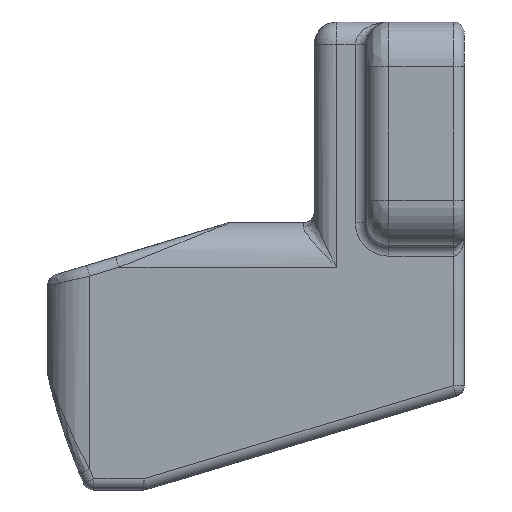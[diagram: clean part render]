
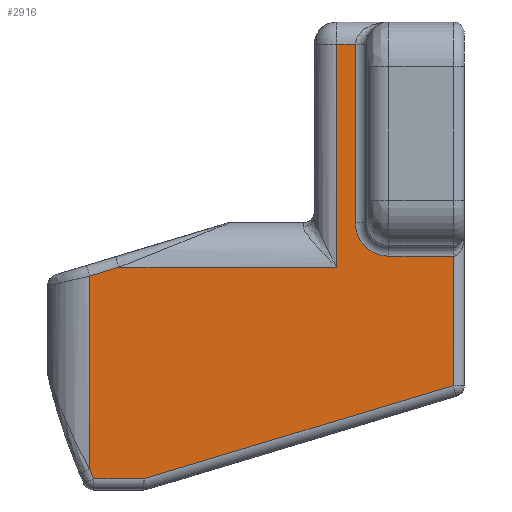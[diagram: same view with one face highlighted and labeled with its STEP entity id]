
A CAD part, front view. The second image highlights one B-rep face of the part: STEP entity #2916.
In plain terms, the highlighted planar face has unit normal (0, -1, 0).
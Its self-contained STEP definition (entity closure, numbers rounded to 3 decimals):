
#191=PLANE('',#3247);
#371=FACE_OUTER_BOUND('',#575,.T.);
#575=EDGE_LOOP('',(#2376,#2377,#2378,#2379,#2380,#2381,#2382,#2383,#2384,
#2385,#2386,#2387));
#699=LINE('',#4899,#841);
#711=LINE('',#5157,#853);
#725=LINE('',#5289,#867);
#727=LINE('',#5301,#869);
#755=LINE('',#6029,#897);
#756=LINE('',#6037,#898);
#757=LINE('',#6040,#899);
#758=LINE('',#6042,#900);
#759=LINE('',#6044,#901);
#760=LINE('',#6046,#902);
#761=LINE('',#6047,#903);
#841=VECTOR('',#3587,10.);
#853=VECTOR('',#3671,10.);
#867=VECTOR('',#3731,10.);
#869=VECTOR('',#3745,10.);
#897=VECTOR('',#3939,10.);
#898=VECTOR('',#3952,10.);
#899=VECTOR('',#3957,10.);
#900=VECTOR('',#3958,10.);
#901=VECTOR('',#3959,1.);
#902=VECTOR('',#3960,0.25);
#903=VECTOR('',#3961,10.);
#1021=CIRCLE('',#3153,0.75);
#1212=VERTEX_POINT('',#4834);
#1222=VERTEX_POINT('',#4898);
#1254=VERTEX_POINT('',#5155);
#1272=VERTEX_POINT('',#5281);
#1274=VERTEX_POINT('',#5287);
#1276=VERTEX_POINT('',#5293);
#1278=VERTEX_POINT('',#5299);
#1339=VERTEX_POINT('',#6028);
#1340=VERTEX_POINT('',#6036);
#1341=VERTEX_POINT('',#6041);
#1342=VERTEX_POINT('',#6043);
#1343=VERTEX_POINT('',#6045);
#1502=EDGE_CURVE('',#1212,#1222,#699,.T.);
#1551=EDGE_CURVE('',#1254,#1212,#711,.T.);
#1581=EDGE_CURVE('',#1274,#1272,#725,.T.);
#1584=EDGE_CURVE('',#1276,#1274,#1021,.T.);
#1587=EDGE_CURVE('',#1278,#1276,#727,.T.);
#1699=EDGE_CURVE('',#1272,#1339,#755,.T.);
#1703=EDGE_CURVE('',#1339,#1340,#756,.T.);
#1705=EDGE_CURVE('',#1222,#1278,#757,.T.);
#1706=EDGE_CURVE('',#1341,#1254,#758,.T.);
#1707=EDGE_CURVE('',#1342,#1341,#759,.T.);
#1708=EDGE_CURVE('',#1343,#1342,#760,.T.);
#1709=EDGE_CURVE('',#1340,#1343,#761,.T.);
#2376=ORIENTED_EDGE('',*,*,#1587,.F.);
#2377=ORIENTED_EDGE('',*,*,#1705,.F.);
#2378=ORIENTED_EDGE('',*,*,#1502,.F.);
#2379=ORIENTED_EDGE('',*,*,#1551,.F.);
#2380=ORIENTED_EDGE('',*,*,#1706,.F.);
#2381=ORIENTED_EDGE('',*,*,#1707,.F.);
#2382=ORIENTED_EDGE('',*,*,#1708,.F.);
#2383=ORIENTED_EDGE('',*,*,#1709,.F.);
#2384=ORIENTED_EDGE('',*,*,#1703,.F.);
#2385=ORIENTED_EDGE('',*,*,#1699,.F.);
#2386=ORIENTED_EDGE('',*,*,#1581,.F.);
#2387=ORIENTED_EDGE('',*,*,#1584,.F.);
#2916=ADVANCED_FACE('',(#371),#191,.F.);
#3153=AXIS2_PLACEMENT_3D('',#5295,#3737,#3738);
#3247=AXIS2_PLACEMENT_3D('',#6039,#3955,#3956);
#3587=DIRECTION('',(0.,0.,1.));
#3671=DIRECTION('',(1.,0.,0.));
#3731=DIRECTION('',(1.,0.,0.));
#3737=DIRECTION('center_axis',(0.,-1.,0.));
#3738=DIRECTION('ref_axis',(-0.707,0.,-0.707));
#3745=DIRECTION('',(0.,0.,-1.));
#3939=DIRECTION('',(0.,0.,-1.));
#3952=DIRECTION('',(-0.958,0.,-0.288));
#3955=DIRECTION('center_axis',(0.,1.,0.));
#3956=DIRECTION('ref_axis',(0.,0.,1.));
#3957=DIRECTION('',(1.,0.,0.));
#3958=DIRECTION('',(0.958,0.,0.288));
#3959=DIRECTION('',(0.,0.,1.));
#3960=DIRECTION('',(-0.383,0.,0.924));
#3961=DIRECTION('',(-1.,0.,0.));
#4834=CARTESIAN_POINT('',(-53.25,60.37,5.5));
#4898=CARTESIAN_POINT('',(-53.25,60.37,10.5));
#4899=CARTESIAN_POINT('',(-53.25,60.37,5.));
#5155=CARTESIAN_POINT('',(-58.133,60.37,5.5));
#5157=CARTESIAN_POINT('',(-54.75,60.37,5.5));
#5281=CARTESIAN_POINT('',(-50.635,60.37,5.75));
#5287=CARTESIAN_POINT('',(-52.08,60.37,5.75));
#5289=CARTESIAN_POINT('',(-52.865,60.37,5.75));
#5293=CARTESIAN_POINT('',(-52.83,60.37,6.5));
#5295=CARTESIAN_POINT('Origin',(-52.08,60.37,6.5));
#5299=CARTESIAN_POINT('',(-52.83,60.37,10.5));
#5301=CARTESIAN_POINT('',(-52.83,60.37,5.875));
#6028=CARTESIAN_POINT('',(-50.635,60.37,2.85));
#6029=CARTESIAN_POINT('',(-50.635,60.37,7.375));
#6036=CARTESIAN_POINT('',(-57.579,60.37,0.759));
#6037=CARTESIAN_POINT('',(-56.814,60.37,0.989));
#6039=CARTESIAN_POINT('Origin',(-54.75,60.37,3.25));
#6040=CARTESIAN_POINT('',(-52.865,60.37,10.5));
#6041=CARTESIAN_POINT('',(-58.787,60.37,5.303));
#6042=CARTESIAN_POINT('',(-54.786,60.37,6.508));
#6043=CARTESIAN_POINT('',(-58.787,60.37,0.976));
#6044=CARTESIAN_POINT('',(-58.787,60.37,-0.008));
#6045=CARTESIAN_POINT('',(-58.696,60.37,0.759));
#6046=CARTESIAN_POINT('',(-58.787,60.37,0.976));
#6047=CARTESIAN_POINT('',(-58.375,60.37,0.759));
